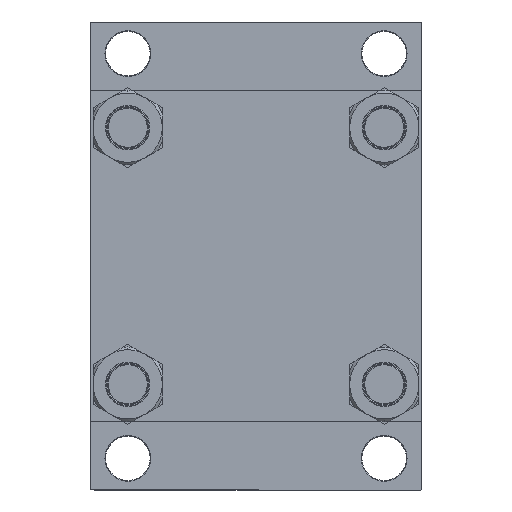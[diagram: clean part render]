
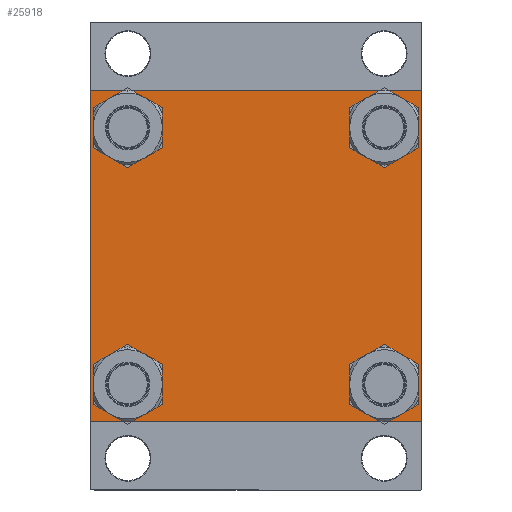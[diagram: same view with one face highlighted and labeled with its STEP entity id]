
A CAD part, left-side view. The second image highlights one B-rep face of the part: STEP entity #25918.
In plain terms, the highlighted planar face has unit normal (-1, 0, 0).
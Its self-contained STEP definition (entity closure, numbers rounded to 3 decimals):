
#87 = VECTOR ( 'NONE', #11770, 1000. ) ;
#854 = VERTEX_POINT ( 'NONE', #47485 ) ;
#1423 = CIRCLE ( 'NONE', #30670, 15.5 ) ;
#1824 = EDGE_CURVE ( 'NONE', #30158, #42977, #13832, .T. ) ;
#2572 = VERTEX_POINT ( 'NONE', #33908 ) ;
#2912 = AXIS2_PLACEMENT_3D ( 'NONE', #36787, #18477, #14873 ) ;
#3242 = DIRECTION ( 'NONE',  ( 0., -1., 0. ) ) ;
#3524 = AXIS2_PLACEMENT_3D ( 'NONE', #13954, #43111, #25271 ) ;
#3993 = ORIENTED_EDGE ( 'NONE', *, *, #23789, .T. ) ;
#4027 = CARTESIAN_POINT ( 'NONE',  ( 0., 95.1, 110.6 ) ) ;
#4114 = VECTOR ( 'NONE', #36164, 1000. ) ;
#4219 = ORIENTED_EDGE ( 'NONE', *, *, #44675, .T. ) ;
#4434 = DIRECTION ( 'NONE',  ( 0., 0., 1. ) ) ;
#4707 = ORIENTED_EDGE ( 'NONE', *, *, #35500, .T. ) ;
#5059 = CIRCLE ( 'NONE', #45843, 15.5 ) ;
#5741 = CARTESIAN_POINT ( 'NONE',  ( 0., -95.1, 95.1 ) ) ;
#6487 = ORIENTED_EDGE ( 'NONE', *, *, #1824, .T. ) ;
#6589 = DIRECTION ( 'NONE',  ( -1., 0., 0. ) ) ;
#6600 = CIRCLE ( 'NONE', #3524, 15.5 ) ;
#6684 = CARTESIAN_POINT ( 'NONE',  ( 0., -122., 122.5 ) ) ;
#7078 = VECTOR ( 'NONE', #3242, 1000. ) ;
#7439 = CARTESIAN_POINT ( 'NONE',  ( 0., -95.1, -110.6 ) ) ;
#8558 = AXIS2_PLACEMENT_3D ( 'NONE', #5741, #45960, #12952 ) ;
#9354 = CARTESIAN_POINT ( 'NONE',  ( 0., -95.1, -95.1 ) ) ;
#9578 = DIRECTION ( 'NONE',  ( 0., 0., -1. ) ) ;
#9687 = ORIENTED_EDGE ( 'NONE', *, *, #35784, .F. ) ;
#9807 = VECTOR ( 'NONE', #46368, 1000. ) ;
#9945 = ORIENTED_EDGE ( 'NONE', *, *, #25272, .F. ) ;
#9987 = VECTOR ( 'NONE', #23429, 1000. ) ;
#10023 = DIRECTION ( 'NONE',  ( 1., 0., 0. ) ) ;
#10397 = CARTESIAN_POINT ( 'NONE',  ( 0., -122.25, -122.25 ) ) ;
#10887 = PLANE ( 'NONE',  #20494 ) ;
#11168 = LINE ( 'NONE', #25860, #7078 ) ;
#11709 = EDGE_CURVE ( 'NONE', #22270, #41772, #11168, .T. ) ;
#11770 = DIRECTION ( 'NONE',  ( 0., -0.707, -0.707 ) ) ;
#12811 = CARTESIAN_POINT ( 'NONE',  ( 0., 122.5, 122.5 ) ) ;
#12952 = DIRECTION ( 'NONE',  ( 0., 0., 1. ) ) ;
#13104 = CARTESIAN_POINT ( 'NONE',  ( 0., 95.1, -95.1 ) ) ;
#13435 = LINE ( 'NONE', #42821, #40476 ) ;
#13832 = LINE ( 'NONE', #17914, #30931 ) ;
#13954 = CARTESIAN_POINT ( 'NONE',  ( 0., 95.1, -95.1 ) ) ;
#14115 = DIRECTION ( 'NONE',  ( 0., 0., 1. ) ) ;
#14171 = ORIENTED_EDGE ( 'NONE', *, *, #15296, .T. ) ;
#14173 = EDGE_CURVE ( 'NONE', #43743, #25129, #35622, .T. ) ;
#14483 = CARTESIAN_POINT ( 'NONE',  ( 0., -122.25, 122.25 ) ) ;
#14500 = FACE_BOUND ( 'NONE', #44396, .T. ) ;
#14729 = CARTESIAN_POINT ( 'NONE',  ( 0., -95.1, 110.6 ) ) ;
#14873 = DIRECTION ( 'NONE',  ( 0., 0., 1. ) ) ;
#15109 = ORIENTED_EDGE ( 'NONE', *, *, #33534, .T. ) ;
#15296 = EDGE_CURVE ( 'NONE', #41772, #22763, #21698, .T. ) ;
#15383 = LINE ( 'NONE', #23075, #87 ) ;
#16080 = CARTESIAN_POINT ( 'NONE',  ( 0., 122.5, -122. ) ) ;
#16420 = LINE ( 'NONE', #27518, #9987 ) ;
#16609 = CARTESIAN_POINT ( 'NONE',  ( 0., -122., -122.5 ) ) ;
#17175 = CARTESIAN_POINT ( 'NONE',  ( 0., 0., 0. ) ) ;
#17914 = CARTESIAN_POINT ( 'NONE',  ( 0., 122.5, 122.5 ) ) ;
#18006 = DIRECTION ( 'NONE',  ( 1., 0., 0. ) ) ;
#18477 = DIRECTION ( 'NONE',  ( 1., 0., 0. ) ) ;
#18594 = CIRCLE ( 'NONE', #45520, 15.5 ) ;
#19877 = VERTEX_POINT ( 'NONE', #39106 ) ;
#20431 = DIRECTION ( 'NONE',  ( 1., 0., 0. ) ) ;
#20494 = AXIS2_PLACEMENT_3D ( 'NONE', #17175, #6589, #42954 ) ;
#20598 = CARTESIAN_POINT ( 'NONE',  ( 0., 122., -122.5 ) ) ;
#20688 = VERTEX_POINT ( 'NONE', #42241 ) ;
#20721 = ORIENTED_EDGE ( 'NONE', *, *, #25647, .T. ) ;
#21493 = AXIS2_PLACEMENT_3D ( 'NONE', #13104, #42755, #24205 ) ;
#21698 = LINE ( 'NONE', #10397, #4114 ) ;
#21980 = CARTESIAN_POINT ( 'NONE',  ( 0., 122.5, 122. ) ) ;
#22214 = ORIENTED_EDGE ( 'NONE', *, *, #42008, .T. ) ;
#22270 = VERTEX_POINT ( 'NONE', #20598 ) ;
#22387 = EDGE_LOOP ( 'NONE', ( #4219, #41079 ) ) ;
#22453 = ORIENTED_EDGE ( 'NONE', *, *, #14173, .T. ) ;
#22763 = VERTEX_POINT ( 'NONE', #42832 ) ;
#23075 = CARTESIAN_POINT ( 'NONE',  ( 0., 122.25, -122.25 ) ) ;
#23429 = DIRECTION ( 'NONE',  ( 0., 0.707, -0.707 ) ) ;
#23789 = EDGE_CURVE ( 'NONE', #854, #2572, #6600, .T. ) ;
#23801 = VERTEX_POINT ( 'NONE', #36110 ) ;
#24205 = DIRECTION ( 'NONE',  ( 0., 0., 1. ) ) ;
#24259 = VERTEX_POINT ( 'NONE', #27697 ) ;
#24573 = VERTEX_POINT ( 'NONE', #6684 ) ;
#25129 = VERTEX_POINT ( 'NONE', #46967 ) ;
#25271 = DIRECTION ( 'NONE',  ( 0., 0., 1. ) ) ;
#25272 = EDGE_CURVE ( 'NONE', #19877, #22763, #13435, .T. ) ;
#25647 = EDGE_CURVE ( 'NONE', #25129, #43743, #5059, .T. ) ;
#25860 = CARTESIAN_POINT ( 'NONE',  ( 0., 122.5, -122.5 ) ) ;
#25918 = ADVANCED_FACE ( 'NONE', ( #39335, #47513, #14500, #36425, #47040 ), #10887, .T. ) ;
#26676 = EDGE_LOOP ( 'NONE', ( #22453, #20721 ) ) ;
#27047 = LINE ( 'NONE', #12811, #38398 ) ;
#27518 = CARTESIAN_POINT ( 'NONE',  ( 0., 122.25, 122.25 ) ) ;
#27697 = CARTESIAN_POINT ( 'NONE',  ( 0., -95.1, -79.6 ) ) ;
#28486 = EDGE_CURVE ( 'NONE', #19877, #24573, #44120, .T. ) ;
#28705 = AXIS2_PLACEMENT_3D ( 'NONE', #36071, #18006, #4434 ) ;
#29208 = CIRCLE ( 'NONE', #21493, 15.5 ) ;
#29526 = ORIENTED_EDGE ( 'NONE', *, *, #43120, .T. ) ;
#29632 = EDGE_CURVE ( 'NONE', #37460, #24259, #30602, .T. ) ;
#30158 = VERTEX_POINT ( 'NONE', #21980 ) ;
#30602 = CIRCLE ( 'NONE', #2912, 15.5 ) ;
#30670 = AXIS2_PLACEMENT_3D ( 'NONE', #43031, #10023, #14115 ) ;
#30931 = VECTOR ( 'NONE', #31915, 1000. ) ;
#31915 = DIRECTION ( 'NONE',  ( 0., 0., -1. ) ) ;
#31935 = DIRECTION ( 'NONE',  ( 0., 0., 1. ) ) ;
#33534 = EDGE_CURVE ( 'NONE', #23801, #41530, #1423, .T. ) ;
#33908 = CARTESIAN_POINT ( 'NONE',  ( 0., 95.1, -110.6 ) ) ;
#34266 = DIRECTION ( 'NONE',  ( 0., -1., 0. ) ) ;
#35500 = EDGE_CURVE ( 'NONE', #2572, #854, #29208, .T. ) ;
#35622 = CIRCLE ( 'NONE', #28705, 15.5 ) ;
#35784 = EDGE_CURVE ( 'NONE', #20688, #24573, #27047, .T. ) ;
#35790 = DIRECTION ( 'NONE',  ( 1., 0., 0. ) ) ;
#35880 = EDGE_CURVE ( 'NONE', #20688, #30158, #16420, .T. ) ;
#36071 = CARTESIAN_POINT ( 'NONE',  ( 0., 95.1, 95.1 ) ) ;
#36110 = CARTESIAN_POINT ( 'NONE',  ( 0., -95.1, 79.6 ) ) ;
#36164 = DIRECTION ( 'NONE',  ( 0., -0.707, 0.707 ) ) ;
#36425 = FACE_BOUND ( 'NONE', #26676, .T. ) ;
#36787 = CARTESIAN_POINT ( 'NONE',  ( 0., -95.1, -95.1 ) ) ;
#37200 = ORIENTED_EDGE ( 'NONE', *, *, #35880, .T. ) ;
#37372 = ORIENTED_EDGE ( 'NONE', *, *, #28486, .T. ) ;
#37460 = VERTEX_POINT ( 'NONE', #7439 ) ;
#38398 = VECTOR ( 'NONE', #34266, 1000. ) ;
#39106 = CARTESIAN_POINT ( 'NONE',  ( 0., -122.5, 122. ) ) ;
#39335 = FACE_BOUND ( 'NONE', #41102, .T. ) ;
#40476 = VECTOR ( 'NONE', #9578, 1000. ) ;
#41079 = ORIENTED_EDGE ( 'NONE', *, *, #29632, .T. ) ;
#41102 = EDGE_LOOP ( 'NONE', ( #29526, #15109 ) ) ;
#41530 = VERTEX_POINT ( 'NONE', #14729 ) ;
#41638 = CIRCLE ( 'NONE', #8558, 15.5 ) ;
#41772 = VERTEX_POINT ( 'NONE', #16609 ) ;
#42008 = EDGE_CURVE ( 'NONE', #42977, #22270, #15383, .T. ) ;
#42241 = CARTESIAN_POINT ( 'NONE',  ( 0., 122., 122.5 ) ) ;
#42755 = DIRECTION ( 'NONE',  ( 1., 0., 0. ) ) ;
#42821 = CARTESIAN_POINT ( 'NONE',  ( 0., -122.5, 122.5 ) ) ;
#42832 = CARTESIAN_POINT ( 'NONE',  ( 0., -122.5, -122. ) ) ;
#42954 = DIRECTION ( 'NONE',  ( 0., 0., 1. ) ) ;
#42977 = VERTEX_POINT ( 'NONE', #16080 ) ;
#43031 = CARTESIAN_POINT ( 'NONE',  ( 0., -95.1, 95.1 ) ) ;
#43111 = DIRECTION ( 'NONE',  ( 1., 0., 0. ) ) ;
#43120 = EDGE_CURVE ( 'NONE', #41530, #23801, #41638, .T. ) ;
#43743 = VERTEX_POINT ( 'NONE', #4027 ) ;
#44120 = LINE ( 'NONE', #14483, #9807 ) ;
#44396 = EDGE_LOOP ( 'NONE', ( #3993, #4707 ) ) ;
#44675 = EDGE_CURVE ( 'NONE', #24259, #37460, #18594, .T. ) ;
#45520 = AXIS2_PLACEMENT_3D ( 'NONE', #9354, #20431, #46460 ) ;
#45843 = AXIS2_PLACEMENT_3D ( 'NONE', #47336, #35790, #31935 ) ;
#45960 = DIRECTION ( 'NONE',  ( 1., 0., 0. ) ) ;
#46103 = EDGE_LOOP ( 'NONE', ( #6487, #22214, #47305, #14171, #9945, #37372, #9687, #37200 ) ) ;
#46368 = DIRECTION ( 'NONE',  ( 0., 0.707, 0.707 ) ) ;
#46460 = DIRECTION ( 'NONE',  ( 0., 0., 1. ) ) ;
#46967 = CARTESIAN_POINT ( 'NONE',  ( 0., 95.1, 79.6 ) ) ;
#47040 = FACE_OUTER_BOUND ( 'NONE', #46103, .T. ) ;
#47305 = ORIENTED_EDGE ( 'NONE', *, *, #11709, .T. ) ;
#47336 = CARTESIAN_POINT ( 'NONE',  ( 0., 95.1, 95.1 ) ) ;
#47485 = CARTESIAN_POINT ( 'NONE',  ( 0., 95.1, -79.6 ) ) ;
#47513 = FACE_BOUND ( 'NONE', #22387, .T. ) ;
